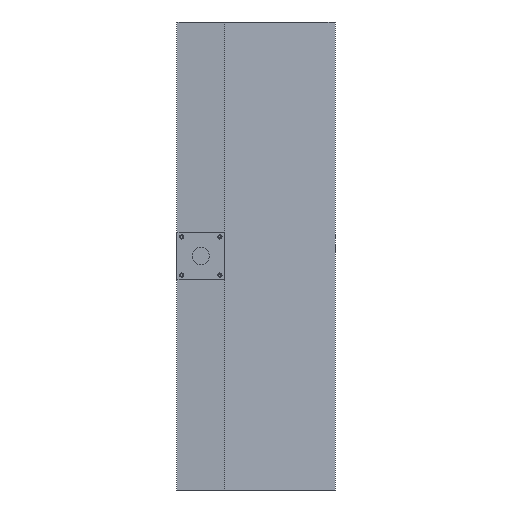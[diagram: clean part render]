
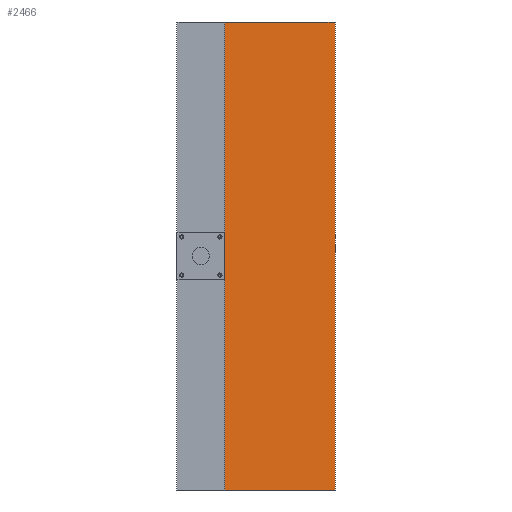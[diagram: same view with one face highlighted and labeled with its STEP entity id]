
A CAD part, front view. The second image highlights one B-rep face of the part: STEP entity #2466.
In plain terms, the highlighted planar face has unit normal (0.081, -0.997, 0).
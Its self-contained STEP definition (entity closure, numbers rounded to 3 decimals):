
#48 = CARTESIAN_POINT ( 'NONE',  ( 383., -41.989, 13. ) ) ;
#84 = DIRECTION ( 'NONE',  ( 0.081, -0.997, 0. ) ) ;
#111 = LINE ( 'NONE', #535, #1327 ) ;
#165 = LINE ( 'NONE', #48, #2495 ) ;
#308 = CARTESIAN_POINT ( 'NONE',  ( 383., -41.989, -1213. ) ) ;
#392 = LINE ( 'NONE', #2067, #2711 ) ;
#535 = CARTESIAN_POINT ( 'NONE',  ( 94., -65.421, -1213. ) ) ;
#766 = DIRECTION ( 'NONE',  ( 0.997, 0.081, 0. ) ) ;
#802 = CARTESIAN_POINT ( 'NONE',  ( 383., -41.989, -1213. ) ) ;
#822 = VERTEX_POINT ( 'NONE', #2020 ) ;
#1028 = EDGE_CURVE ( 'NONE', #2860, #1342, #2009, .T. ) ;
#1153 = CARTESIAN_POINT ( 'NONE',  ( 383., -41.989, -1213. ) ) ;
#1159 = VERTEX_POINT ( 'NONE', #1367 ) ;
#1254 = ORIENTED_EDGE ( 'NONE', *, *, #1627, .T. ) ;
#1327 = VECTOR ( 'NONE', #1868, 1000. ) ;
#1342 = VERTEX_POINT ( 'NONE', #1153 ) ;
#1367 = CARTESIAN_POINT ( 'NONE',  ( 383., -41.989, 13. ) ) ;
#1421 = VECTOR ( 'NONE', #1939, 1000. ) ;
#1627 = EDGE_CURVE ( 'NONE', #1342, #1159, #392, .T. ) ;
#1695 = ORIENTED_EDGE ( 'NONE', *, *, #1833, .F. ) ;
#1831 = FACE_OUTER_BOUND ( 'NONE', #2682, .T. ) ;
#1833 = EDGE_CURVE ( 'NONE', #822, #1159, #165, .T. ) ;
#1868 = DIRECTION ( 'NONE',  ( 0., 0., 1. ) ) ;
#1939 = DIRECTION ( 'NONE',  ( 0.997, 0.081, 0. ) ) ;
#2009 = LINE ( 'NONE', #802, #1421 ) ;
#2020 = CARTESIAN_POINT ( 'NONE',  ( 94., -65.421, 13. ) ) ;
#2067 = CARTESIAN_POINT ( 'NONE',  ( 383., -41.989, -1213. ) ) ;
#2115 = PLANE ( 'NONE',  #2692 ) ;
#2199 = ORIENTED_EDGE ( 'NONE', *, *, #1028, .T. ) ;
#2216 = CARTESIAN_POINT ( 'NONE',  ( 94., -65.421, -1213. ) ) ;
#2250 = DIRECTION ( 'NONE',  ( 0.997, 0.081, 0. ) ) ;
#2439 = EDGE_CURVE ( 'NONE', #2860, #822, #111, .T. ) ;
#2443 = ORIENTED_EDGE ( 'NONE', *, *, #2439, .F. ) ;
#2466 = ADVANCED_FACE ( 'NONE', ( #1831 ), #2115, .T. ) ;
#2495 = VECTOR ( 'NONE', #2250, 1000. ) ;
#2682 = EDGE_LOOP ( 'NONE', ( #1695, #2443, #2199, #1254 ) ) ;
#2692 = AXIS2_PLACEMENT_3D ( 'NONE', #308, #84, #766 ) ;
#2711 = VECTOR ( 'NONE', #2745, 1000. ) ;
#2745 = DIRECTION ( 'NONE',  ( 0., 0., 1. ) ) ;
#2860 = VERTEX_POINT ( 'NONE', #2216 ) ;
